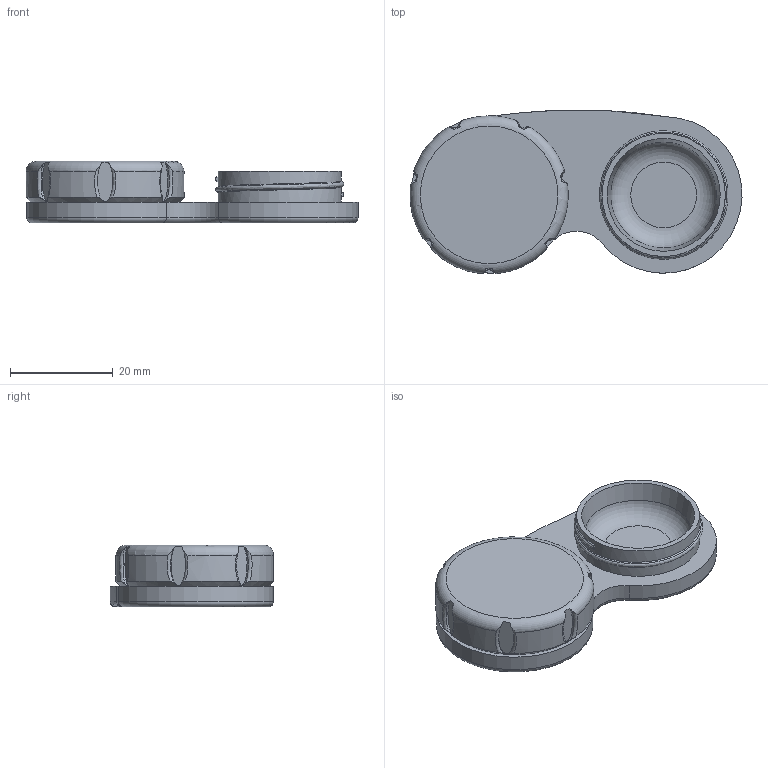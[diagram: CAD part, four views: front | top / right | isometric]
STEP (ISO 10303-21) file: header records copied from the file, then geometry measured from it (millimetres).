
FILE_DESCRIPTION(/* description */ (''),/* implementation_level */ '2;1');
FILE_NAME(/* name */ 'contact-case.step',/* time_stamp */ '2020-08-26T23:31:29-04:00',/* author */ (''),/* organization */ (''),/* preprocessor_version */ 'ST-DEVELOPER v18.1',/* originating_system */ 'Autodesk Translation Framework v9.3.0.1241',/* authorisation */ '');
FILE_SCHEMA (('AUTOMOTIVE_DESIGN { 1 0 10303 214 3 1 1 }'));
Length unit declared in the file: millimetre
Products named in the file (2): contact-case; lid
Assembly tree (1 placements, depth 2):
  contact-case
    lid
Bounding box: 64.64 x 31.8 x 12 mm (x, y, z)
Volume: 10257.2 mm3; surface area: 8467.6 mm2
Topology: 2 solids, 2 shells, 81 faces, 211 edges, 139 vertices
Faces by surface type: bspline 34, plane 22, cylinder 16, torus 6, cone 3
Full cylindrical faces by diameter (mm): 24 x3, 26.8 x2
Entity records: 7931 total; most frequent: CARTESIAN_POINT 6184, ORIENTED_EDGE 422, DIRECTION 242, EDGE_CURVE 211, VERTEX_POINT 139, B_SPLINE_CURVE_WITH_KNOTS 121, AXIS2_PLACEMENT_3D 104, EDGE_LOOP 86
